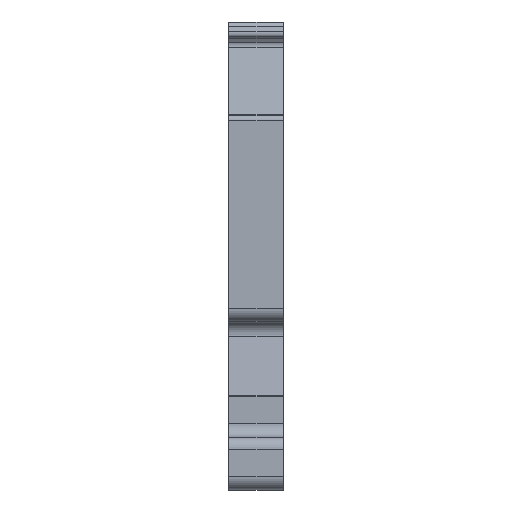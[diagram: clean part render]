
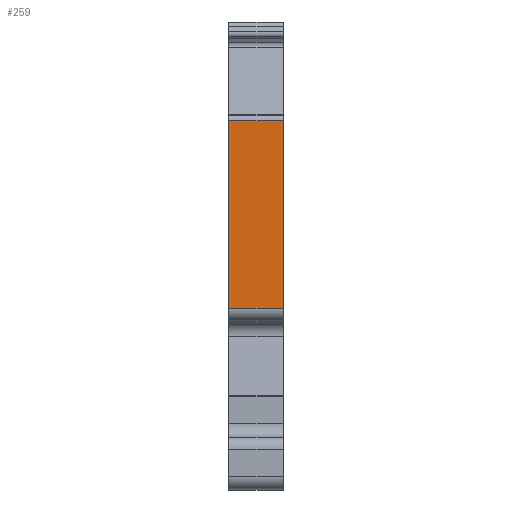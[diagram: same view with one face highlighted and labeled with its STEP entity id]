
A CAD part, left-side view. The second image highlights one B-rep face of the part: STEP entity #259.
In plain terms, the highlighted planar face has unit normal (-1, 0, 0).
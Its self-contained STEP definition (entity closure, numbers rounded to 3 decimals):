
#259 = ADVANCED_FACE( '', ( #586 ), #587, .T. );
#586 = FACE_OUTER_BOUND( '', #977, .T. );
#587 = PLANE( '', #978 );
#977 = EDGE_LOOP( '', ( #1656, #1657, #1658, #1659 ) );
#978 = AXIS2_PLACEMENT_3D( '', #1660, #1661, #1662 );
#1656 = ORIENTED_EDGE( '', *, *, #2701, .T. );
#1657 = ORIENTED_EDGE( '', *, *, #2529, .T. );
#1658 = ORIENTED_EDGE( '', *, *, #2702, .F. );
#1659 = ORIENTED_EDGE( '', *, *, #2666, .T. );
#1660 = CARTESIAN_POINT( '', ( -24.4, -4.15, -4.625 ) );
#1661 = DIRECTION( '', ( -1., 0., 0. ) );
#1662 = DIRECTION( '', ( 0., 0., 1. ) );
#2529 = EDGE_CURVE( '', #3093, #3090, #3094, .T. );
#2666 = EDGE_CURVE( '', #3314, #3318, #3320, .T. );
#2701 = EDGE_CURVE( '', #3318, #3093, #3373, .F. );
#2702 = EDGE_CURVE( '', #3314, #3090, #3374, .T. );
#3090 = VERTEX_POINT( '', #3891 );
#3093 = VERTEX_POINT( '', #3894 );
#3094 = LINE( '', #3895, #3896 );
#3314 = VERTEX_POINT( '', #4200 );
#3318 = VERTEX_POINT( '', #4205 );
#3320 = LINE( '', #4207, #4208 );
#3373 = LINE( '', #4279, #4280 );
#3374 = LINE( '', #4281, #4282 );
#3891 = CARTESIAN_POINT( '', ( -24.4, 0., 9.568 ) );
#3894 = CARTESIAN_POINT( '', ( -24.4, -4.15, 9.568 ) );
#3895 = CARTESIAN_POINT( '', ( -24.4, -4.15, 9.568 ) );
#3896 = VECTOR( '', #4794, 1000. );
#4200 = CARTESIAN_POINT( '', ( -24.4, 0., -4.625 ) );
#4205 = CARTESIAN_POINT( '', ( -24.4, -4.15, -4.625 ) );
#4207 = CARTESIAN_POINT( '', ( -24.4, -4.15, -4.625 ) );
#4208 = VECTOR( '', #4943, 1000. );
#4279 = CARTESIAN_POINT( '', ( -24.4, -4.15, 5.153 ) );
#4280 = VECTOR( '', #4983, 1000. );
#4281 = CARTESIAN_POINT( '', ( -24.4, 0., 16.025 ) );
#4282 = VECTOR( '', #4984, 1000. );
#4794 = DIRECTION( '', ( 0., 1., 0. ) );
#4943 = DIRECTION( '', ( 0., -1., 0. ) );
#4983 = DIRECTION( '', ( 0., 0., -1. ) );
#4984 = DIRECTION( '', ( 0., 0., 1. ) );
